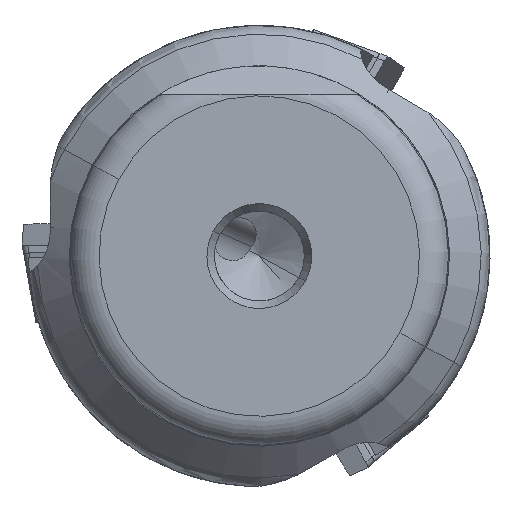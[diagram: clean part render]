
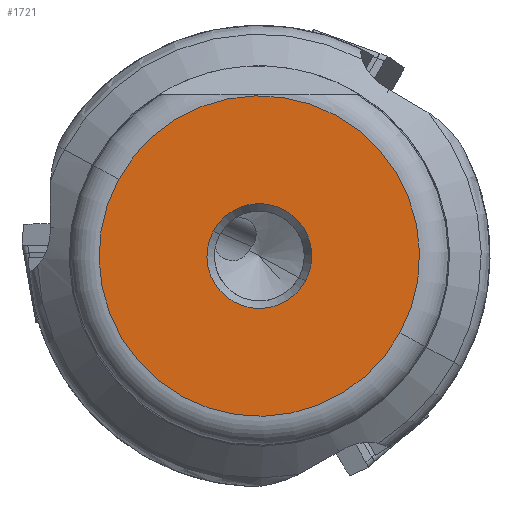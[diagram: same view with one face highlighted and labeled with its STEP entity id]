
A CAD part, left-side view. The second image highlights one B-rep face of the part: STEP entity #1721.
In plain terms, the highlighted planar face has unit normal (-1, 0, 0).
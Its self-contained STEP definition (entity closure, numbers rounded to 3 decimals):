
#1393=AXIS2_PLACEMENT_3D('Circle Axis2P3D',#1391,#1392,$) ;
#1440=AXIS2_PLACEMENT_3D('Circle Axis2P3D',#1438,#1439,$) ;
#1457=AXIS2_PLACEMENT_3D('Circle Axis2P3D',#1455,#1456,$) ;
#1492=AXIS2_PLACEMENT_3D('Circle Axis2P3D',#1490,#1491,$) ;
#1711=AXIS2_PLACEMENT_3D('Plane Axis2P3D',#1708,#1709,#1710) ;
#1388=CARTESIAN_POINT('Vertex',(-101.6,9.39,5.13)) ;
#1391=CARTESIAN_POINT('Axis2P3D Location',(-101.6,0.,0.)) ;
#1395=CARTESIAN_POINT('Vertex',(-101.6,-9.39,-5.13)) ;
#1438=CARTESIAN_POINT('Axis2P3D Location',(-101.6,0.,0.)) ;
#1455=CARTESIAN_POINT('Axis2P3D Location',(-101.6,0.,0.)) ;
#1459=CARTESIAN_POINT('Vertex',(-101.6,3.072,1.678)) ;
#1461=CARTESIAN_POINT('Vertex',(-101.6,-3.072,-1.678)) ;
#1490=CARTESIAN_POINT('Axis2P3D Location',(-101.6,0.,0.)) ;
#1708=CARTESIAN_POINT('Axis2P3D Location',(-101.6,3.5,0.)) ;
#1392=DIRECTION('Axis2P3D Direction',(1.,0.,0.)) ;
#1439=DIRECTION('Axis2P3D Direction',(1.,0.,0.)) ;
#1456=DIRECTION('Axis2P3D Direction',(-1.,0.,0.)) ;
#1491=DIRECTION('Axis2P3D Direction',(-1.,0.,0.)) ;
#1709=DIRECTION('Axis2P3D Direction',(1.,0.,0.)) ;
#1710=DIRECTION('Axis2P3D XDirection',(0.,1.,0.)) ;
#1714=ORIENTED_EDGE('',*,*,#1397,.F.) ;
#1715=ORIENTED_EDGE('',*,*,#1442,.F.) ;
#1718=ORIENTED_EDGE('',*,*,#1494,.T.) ;
#1719=ORIENTED_EDGE('',*,*,#1463,.T.) ;
#1720=FACE_BOUND('',#1717,.T.) ;
#1721=ADVANCED_FACE('\X2\51434EF6672C9AD4\X0\',(#1716,#1720),#1712,.F.) ;
#1394=CIRCLE('generated circle',#1393,10.7) ;
#1441=CIRCLE('generated circle',#1440,10.7) ;
#1458=CIRCLE('generated circle',#1457,3.5) ;
#1493=CIRCLE('generated circle',#1492,3.5) ;
#1397=EDGE_CURVE('',#1389,#1396,#1394,.T.) ;
#1442=EDGE_CURVE('',#1396,#1389,#1441,.T.) ;
#1463=EDGE_CURVE('',#1460,#1462,#1458,.F.) ;
#1494=EDGE_CURVE('',#1462,#1460,#1493,.F.) ;
#1713=EDGE_LOOP('',(#1714,#1715)) ;
#1717=EDGE_LOOP('',(#1718,#1719)) ;
#1716=FACE_OUTER_BOUND('',#1713,.T.) ;
#1712=PLANE('',#1711) ;
#1389=VERTEX_POINT('',#1388) ;
#1396=VERTEX_POINT('',#1395) ;
#1460=VERTEX_POINT('',#1459) ;
#1462=VERTEX_POINT('',#1461) ;
